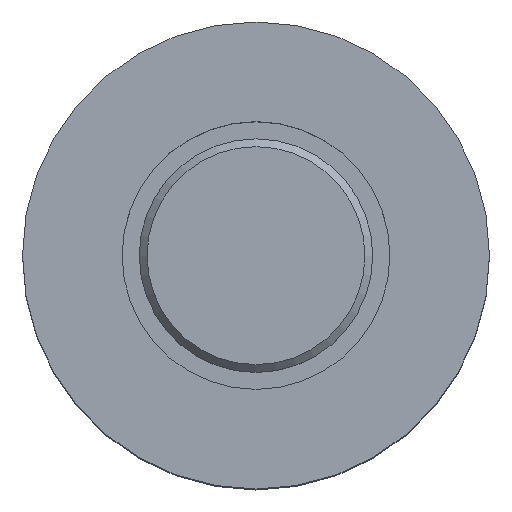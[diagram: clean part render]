
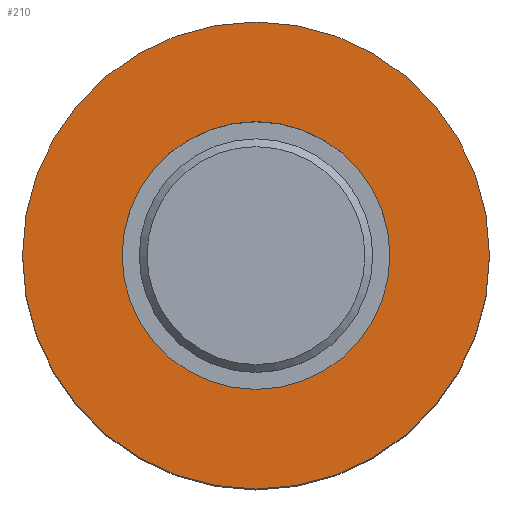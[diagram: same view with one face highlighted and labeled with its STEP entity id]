
A CAD part, top view. The second image highlights one B-rep face of the part: STEP entity #210.
In plain terms, the highlighted planar face has unit normal (0, 0, 1).
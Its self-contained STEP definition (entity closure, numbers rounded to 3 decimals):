
#7 = CIRCLE ( 'NONE', #26, 8.6 ) ;
#26 = AXIS2_PLACEMENT_3D ( 'NONE', #499, #313, #583 ) ;
#33 = FACE_OUTER_BOUND ( 'NONE', #642, .T. ) ;
#39 = VERTEX_POINT ( 'NONE', #688 ) ;
#99 = ORIENTED_EDGE ( 'NONE', *, *, #351, .F. ) ;
#201 = DIRECTION ( 'NONE',  ( 1., 0., 0. ) ) ;
#210 = ADVANCED_FACE ( 'NONE', ( #33, #319 ), #296, .T. ) ;
#230 = ORIENTED_EDGE ( 'NONE', *, *, #926, .T. ) ;
#295 = EDGE_LOOP ( 'NONE', ( #230 ) ) ;
#296 = PLANE ( 'NONE',  #1121 ) ;
#305 = DIRECTION ( 'NONE',  ( 0., 0., -1. ) ) ;
#311 = DIRECTION ( 'NONE',  ( 1., 0., 0. ) ) ;
#313 = DIRECTION ( 'NONE',  ( 0., 0., -1. ) ) ;
#319 = FACE_BOUND ( 'NONE', #295, .T. ) ;
#351 = EDGE_CURVE ( 'NONE', #546, #546, #493, .T. ) ;
#493 = CIRCLE ( 'NONE', #597, 15. ) ;
#499 = CARTESIAN_POINT ( 'NONE',  ( 0., 0., 35. ) ) ;
#546 = VERTEX_POINT ( 'NONE', #1066 ) ;
#582 = CARTESIAN_POINT ( 'NONE',  ( 0., 0., 35. ) ) ;
#583 = DIRECTION ( 'NONE',  ( 1., 0., 0. ) ) ;
#597 = AXIS2_PLACEMENT_3D ( 'NONE', #582, #305, #311 ) ;
#642 = EDGE_LOOP ( 'NONE', ( #99 ) ) ;
#688 = CARTESIAN_POINT ( 'NONE',  ( 8.6, 0., 35. ) ) ;
#731 = DIRECTION ( 'NONE',  ( 0., 0., 1. ) ) ;
#906 = CARTESIAN_POINT ( 'NONE',  ( -15., 0., 35. ) ) ;
#926 = EDGE_CURVE ( 'NONE', #39, #39, #7, .T. ) ;
#1066 = CARTESIAN_POINT ( 'NONE',  ( 15., 0., 35. ) ) ;
#1121 = AXIS2_PLACEMENT_3D ( 'NONE', #906, #731, #201 ) ;
